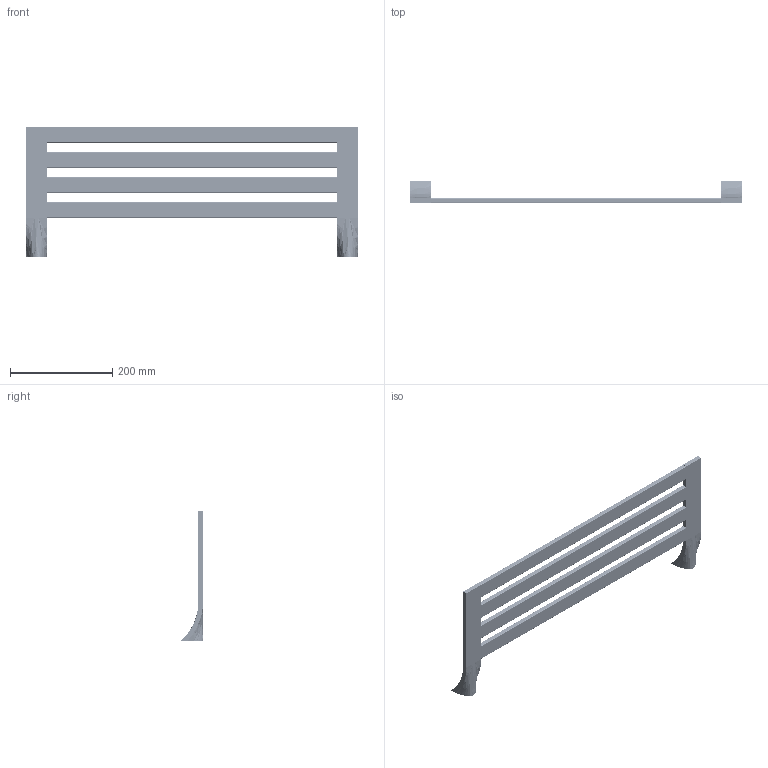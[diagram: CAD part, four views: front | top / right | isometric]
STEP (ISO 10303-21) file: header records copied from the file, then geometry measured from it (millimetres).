
FILE_DESCRIPTION((''),'2;1');
FILE_NAME('4740-24_ASM','2010-12-17T',('pnmurthy'),(''),'PRO/ENGINEER BY PARAMETRIC TECHNOLOGY CORPORATION, 2009300','PRO/ENGINEER BY PARAMETRIC TECHNOLOGY CORPORATION, 2009300','');
FILE_SCHEMA(('CONFIG_CONTROL_DESIGN'));
Length unit declared in the file: inch
Products named in the file (13): 40428; 40429; 40427; 92270; 92272; 92464; 40415; 40414; 7-692_ASM; 92453; 92259; 91527; 4740-24_ASM
Assembly tree (37 placements, depth 3):
  4740-24_ASM
    40428
    40429
    40427  x2
    92270  x2
    92272  x2
    92464  x2
    7-692_ASM  x4
      40415
      40414
    92453  x16
    92259  x2
    91527  x2
Bounding box: 650.75 x 43.18 x 254.42 mm (x, y, z)
Volume: 444981.7 mm3; surface area: 813634.9 mm2
Topology: 42 solids, 78 shells, 3956 faces, 10384 edges, 6574 vertices
Faces by surface type: cylinder 2292, plane 600, cone 562, bspline 368, sphere 80, torus 54
Entity records: 74797 total; most frequent: CARTESIAN_POINT 47247, ORIENTED_EDGE 6242, DIRECTION 4549, EDGE_CURVE 3177, VERTEX_POINT 1987, AXIS2_PLACEMENT_3D 1692, EDGE_LOOP 1352, B_SPLINE_CURVE_WITH_KNOTS 1331
